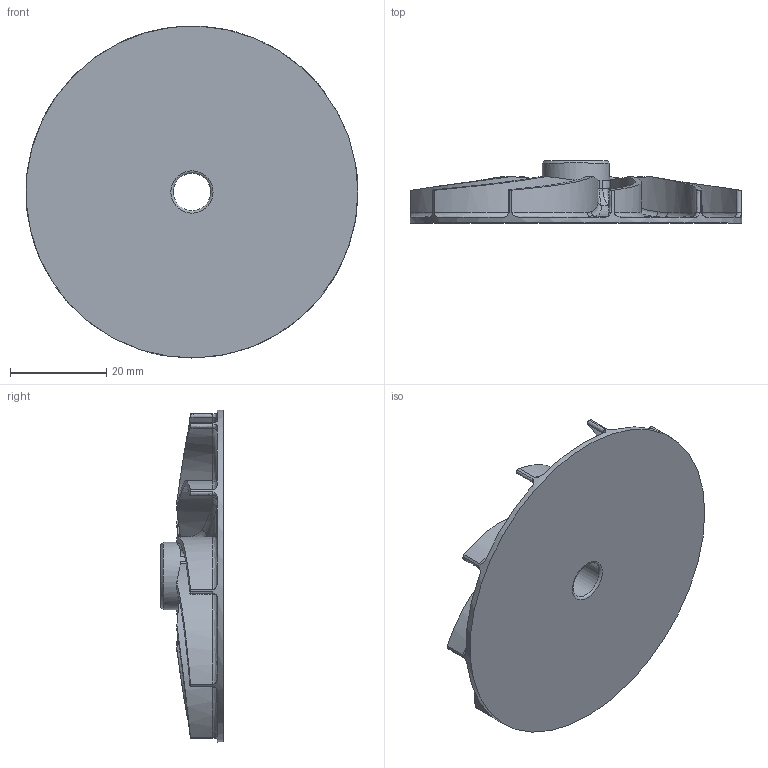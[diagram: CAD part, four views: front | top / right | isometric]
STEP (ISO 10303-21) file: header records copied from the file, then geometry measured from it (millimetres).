
FILE_DESCRIPTION(/* description */ (''),/* implementation_level */ '2;1');
FILE_NAME(/* name */ 'Printed impeller.step',/* time_stamp */ '2020-03-29T15:53:36-04:00',/* author */ (''),/* organization */ (''),/* preprocessor_version */ 'ST-DEVELOPER v18',/* originating_system */ 'Autodesk Translation Framework v8.12.0.6',/* authorisation */ '');
FILE_SCHEMA (('AUTOMOTIVE_DESIGN { 1 0 10303 214 3 1 1 }'));
Length unit declared in the file: millimetre
Products named in the file (1): FusionComponent
Bounding box: 69.08 x 13 x 69.1 mm (x, y, z)
Volume: 9309.5 mm3; surface area: 12676.3 mm2
Topology: 1 solids, 1 shells, 227 faces, 592 edges, 368 vertices
Faces by surface type: bspline 173, cone 21, plane 19, torus 11, cylinder 3
Full cylindrical faces by diameter (mm): 7.8 x1, 14 x1, 69.1 x1
Entity records: 13862 total; most frequent: CARTESIAN_POINT 9503, ORIENTED_EDGE 1184, EDGE_CURVE 592, DIRECTION 452, B_SPLINE_CURVE_WITH_KNOTS 404, VERTEX_POINT 368, EDGE_LOOP 230, FACE_OUTER_BOUND 227
